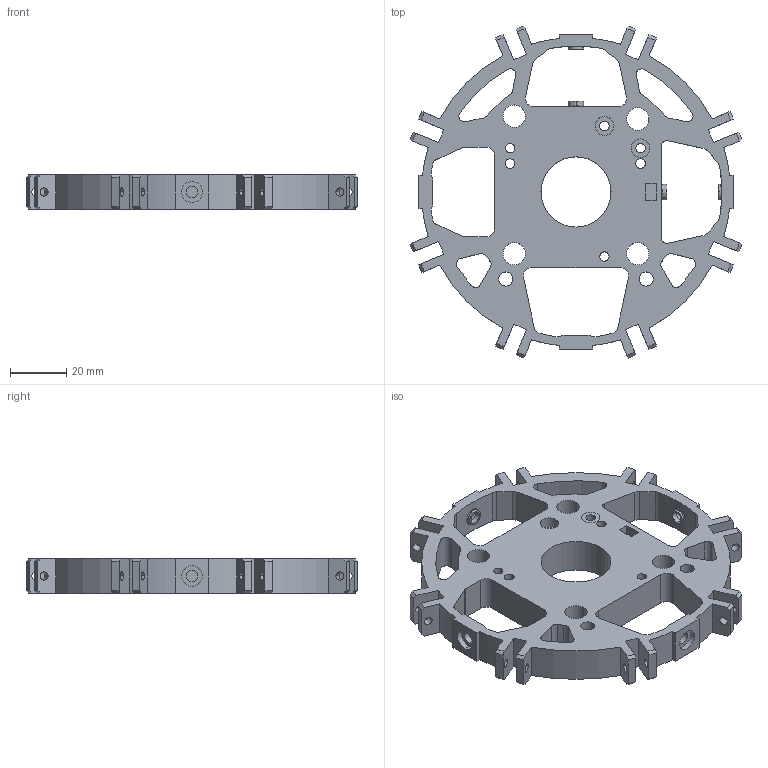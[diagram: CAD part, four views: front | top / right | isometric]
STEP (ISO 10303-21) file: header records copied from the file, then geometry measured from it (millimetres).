
FILE_DESCRIPTION (( 'STEP AP203' ), '1' );
FILE_NAME ('菁啣02湖荂.STEP', '2024-07-19T11:09:51', ( '' ), ( '' ), 'SwSTEP 2.0', 'SolidWorks 2024', '' );
FILE_SCHEMA (( 'CONFIG_CONTROL_DESIGN' ));
Length unit declared in the file: millimetre
Products named in the file (1): 底板02打印
Bounding box: 118.26 x 118.26 x 12.4 mm (x, y, z)
Volume: 68361.7 mm3; surface area: 30920.2 mm2
Topology: 1 solids, 1 shells, 366 faces, 1030 edges, 680 vertices
Faces by surface type: plane 191, cylinder 167, bspline 8
Entity records: 12891 total; most frequent: CARTESIAN_POINT 2945, ORIENTED_EDGE 2060, DIRECTION 2056, EDGE_CURVE 1030, AXIS2_PLACEMENT_3D 699, VERTEX_POINT 680, LINE 658, VECTOR 658
